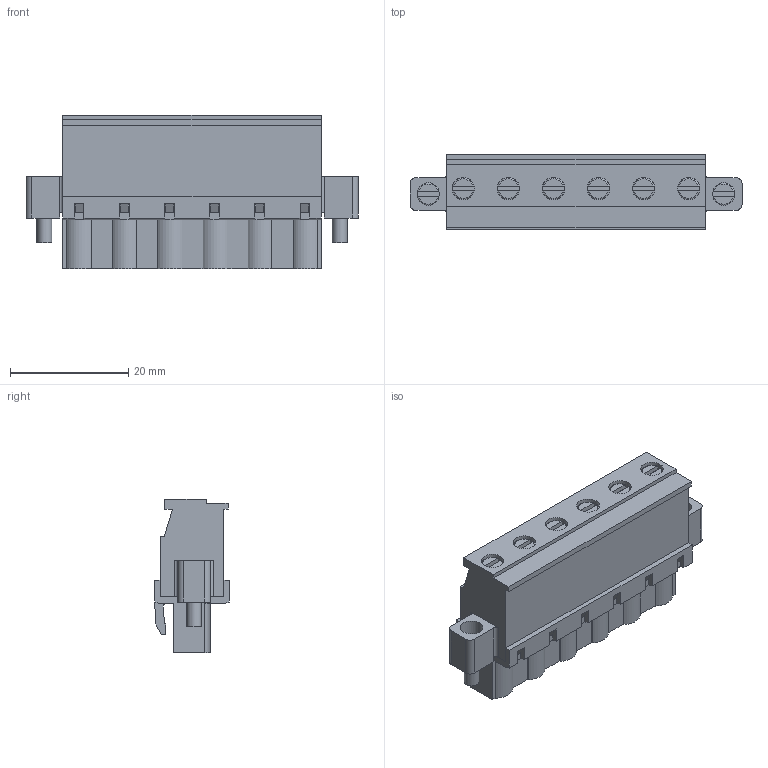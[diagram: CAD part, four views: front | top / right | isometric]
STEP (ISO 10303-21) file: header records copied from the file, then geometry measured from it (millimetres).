
FILE_DESCRIPTION( ( 'Unknown' ), '1' );
FILE_NAME( '691343410006.stp', 'Unknown', ( 'Quentin LAIDEBEUR' ), ( 'WE' ), 'PSStep 15.0.49', 'Sample-box', ' ' );
FILE_SCHEMA( ( 'AUTOMOTIVE_DESIGN { 1 0 10303 214 1 1 1 1 }' ) );
Length unit declared in the file: millimetre
Products named in the file (7): Assem1; vis cage; vis flange; Spring; cage; 691345410006; 691345410006_B
Assembly tree (22 placements, depth 2):
  Assem1
    vis cage  x6
    vis flange  x2
    Spring  x6
    cage  x6
    691345410006
    691345410006_B
Bounding box: 56.1 x 12.6 x 26 mm (x, y, z)
Volume: 6956.1 mm3; surface area: 14265.7 mm2
Topology: 22 solids, 22 shells, 1139 faces, 3078 edges, 2006 vertices
Faces by surface type: plane 921, cylinder 182, torus 24, cone 12
Full cylindrical faces by diameter (mm): 1.5 x6, 2.459 x6, 2.5 x2, 2.6 x6, 2.7 x2, 3 x12, 3.7 x6, 3.8 x10
Entity records: 29326 total; most frequent: CARTESIAN_POINT 4147, ORIENTED_EDGE 4008, DIRECTION 3714, EDGE_CURVE 2004, LINE 1808, VECTOR 1808, VERTEX_POINT 1338, AXIS2_PLACEMENT_3D 953
